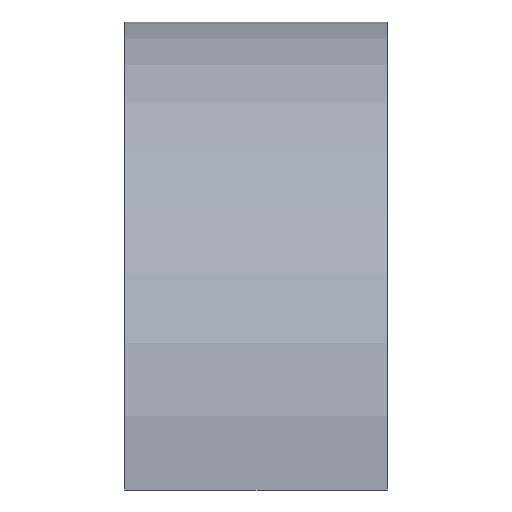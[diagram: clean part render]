
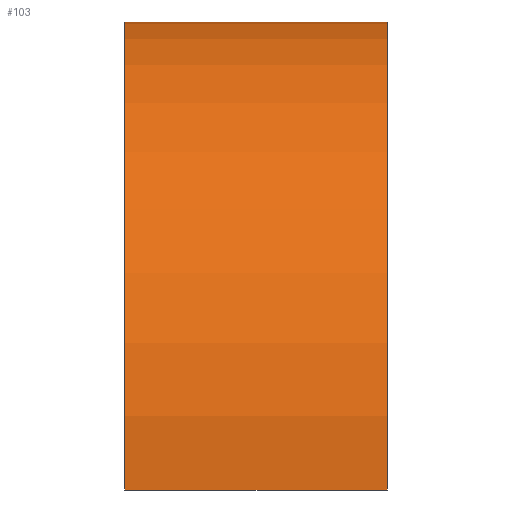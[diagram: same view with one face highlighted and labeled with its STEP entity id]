
A CAD part, left-side view. The second image highlights one B-rep face of the part: STEP entity #103.
In plain terms, the highlighted cylindrical face has radius 98.995 mm (diameter 197.99 mm), a partial arc.
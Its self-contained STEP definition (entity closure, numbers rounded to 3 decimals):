
#24=FACE_OUTER_BOUND('',#31,.T.);
#31=EDGE_LOOP('',(#86,#87,#88,#89));
#40=CIRCLE('',#118,98.995);
#41=CIRCLE('',#120,98.995);
#44=LINE('',#175,#48);
#45=LINE('',#179,#49);
#48=VECTOR('',#142,10.);
#49=VECTOR('',#145,10.);
#54=VERTEX_POINT('',#173);
#55=VERTEX_POINT('',#174);
#56=VERTEX_POINT('',#176);
#57=VERTEX_POINT('',#178);
#64=EDGE_CURVE('',#54,#55,#44,.T.);
#66=EDGE_CURVE('',#57,#56,#45,.T.);
#68=EDGE_CURVE('',#57,#55,#40,.T.);
#69=EDGE_CURVE('',#54,#56,#41,.T.);
#86=ORIENTED_EDGE('',*,*,#64,.T.);
#87=ORIENTED_EDGE('',*,*,#68,.F.);
#88=ORIENTED_EDGE('',*,*,#66,.T.);
#89=ORIENTED_EDGE('',*,*,#69,.F.);
#97=CYLINDRICAL_SURFACE('',#119,98.995);
#103=ADVANCED_FACE('',(#24),#97,.T.);
#118=AXIS2_PLACEMENT_3D('',#182,#150,#151);
#119=AXIS2_PLACEMENT_3D('',#183,#152,#153);
#120=AXIS2_PLACEMENT_3D('',#184,#154,#155);
#142=DIRECTION('',(0.,-1.,0.));
#145=DIRECTION('',(0.,1.,0.));
#150=DIRECTION('center_axis',(0.,-1.,0.));
#151=DIRECTION('ref_axis',(0.342,0.,0.94));
#152=DIRECTION('center_axis',(0.,1.,0.));
#153=DIRECTION('ref_axis',(0.342,0.,0.94));
#154=DIRECTION('center_axis',(0.,1.,0.));
#155=DIRECTION('ref_axis',(0.342,0.,0.94));
#173=CARTESIAN_POINT('',(-52.361,47.668,243.502));
#174=CARTESIAN_POINT('',(-52.361,-12.332,243.502));
#175=CARTESIAN_POINT('',(-52.361,2.668,243.502));
#176=CARTESIAN_POINT('',(145.262,47.668,248.755));
#178=CARTESIAN_POINT('',(145.262,-12.332,248.755));
#179=CARTESIAN_POINT('',(145.262,2.668,248.755));
#182=CARTESIAN_POINT('Origin',(46.307,-12.332,251.545));
#183=CARTESIAN_POINT('Origin',(46.307,17.668,251.545));
#184=CARTESIAN_POINT('Origin',(46.307,47.668,251.545));
